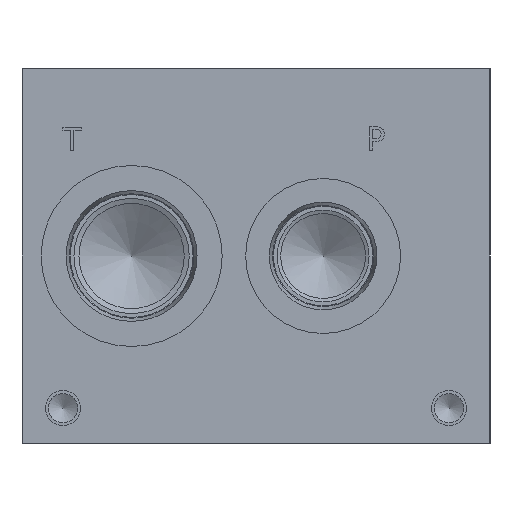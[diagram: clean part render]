
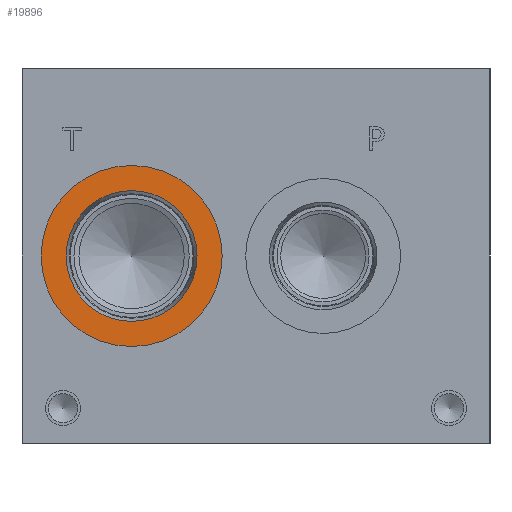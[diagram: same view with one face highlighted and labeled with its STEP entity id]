
A CAD part, left-side view. The second image highlights one B-rep face of the part: STEP entity #19896.
In plain terms, the highlighted planar face has unit normal (-1, 0, 0).
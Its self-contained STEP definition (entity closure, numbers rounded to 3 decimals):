
#783=CIRCLE('',#20944,24.562);
#784=CIRCLE('',#20945,24.562);
#785=CIRCLE('',#20947,17.755);
#786=CIRCLE('',#20948,17.755);
#1804=FACE_BOUND('',#3858,.T.);
#2693=FACE_OUTER_BOUND('',#3857,.T.);
#3857=EDGE_LOOP('',(#16621,#16622));
#3858=EDGE_LOOP('',(#16623,#16624));
#9026=VERTEX_POINT('',#33841);
#9027=VERTEX_POINT('',#33843);
#9028=VERTEX_POINT('',#33847);
#9029=VERTEX_POINT('',#33848);
#11685=EDGE_CURVE('',#9026,#9027,#783,.T.);
#11686=EDGE_CURVE('',#9027,#9026,#784,.T.);
#11687=EDGE_CURVE('',#9028,#9029,#785,.T.);
#11688=EDGE_CURVE('',#9029,#9028,#786,.T.);
#16621=ORIENTED_EDGE('',*,*,#11686,.F.);
#16622=ORIENTED_EDGE('',*,*,#11685,.F.);
#16623=ORIENTED_EDGE('',*,*,#11687,.T.);
#16624=ORIENTED_EDGE('',*,*,#11688,.T.);
#18393=PLANE('',#20946);
#19896=ADVANCED_FACE('',(#2693,#1804),#18393,.F.);
#20944=AXIS2_PLACEMENT_3D('',#33844,#24640,#24641);
#20945=AXIS2_PLACEMENT_3D('',#33845,#24642,#24643);
#20946=AXIS2_PLACEMENT_3D('',#33846,#24644,#24645);
#20947=AXIS2_PLACEMENT_3D('',#33849,#24646,#24647);
#20948=AXIS2_PLACEMENT_3D('',#33850,#24648,#24649);
#24640=DIRECTION('center_axis',(1.,0.,0.));
#24641=DIRECTION('ref_axis',(0.,0.,-1.));
#24642=DIRECTION('center_axis',(1.,0.,0.));
#24643=DIRECTION('ref_axis',(0.,0.,-1.));
#24644=DIRECTION('center_axis',(1.,0.,0.));
#24645=DIRECTION('ref_axis',(0.,0.,-1.));
#24646=DIRECTION('center_axis',(1.,0.,0.));
#24647=DIRECTION('ref_axis',(0.,0.,-1.));
#24648=DIRECTION('center_axis',(1.,0.,0.));
#24649=DIRECTION('ref_axis',(0.,0.,-1.));
#33841=CARTESIAN_POINT('',(0.787,97.257,26.238));
#33843=CARTESIAN_POINT('',(0.787,97.257,75.362));
#33844=CARTESIAN_POINT('Origin',(0.787,97.257,50.8));
#33845=CARTESIAN_POINT('Origin',(0.787,97.257,50.8));
#33846=CARTESIAN_POINT('Origin',(0.787,97.257,68.555));
#33847=CARTESIAN_POINT('',(0.787,97.257,68.555));
#33848=CARTESIAN_POINT('',(0.787,97.257,33.045));
#33849=CARTESIAN_POINT('Origin',(0.787,97.257,50.8));
#33850=CARTESIAN_POINT('Origin',(0.787,97.257,50.8));
